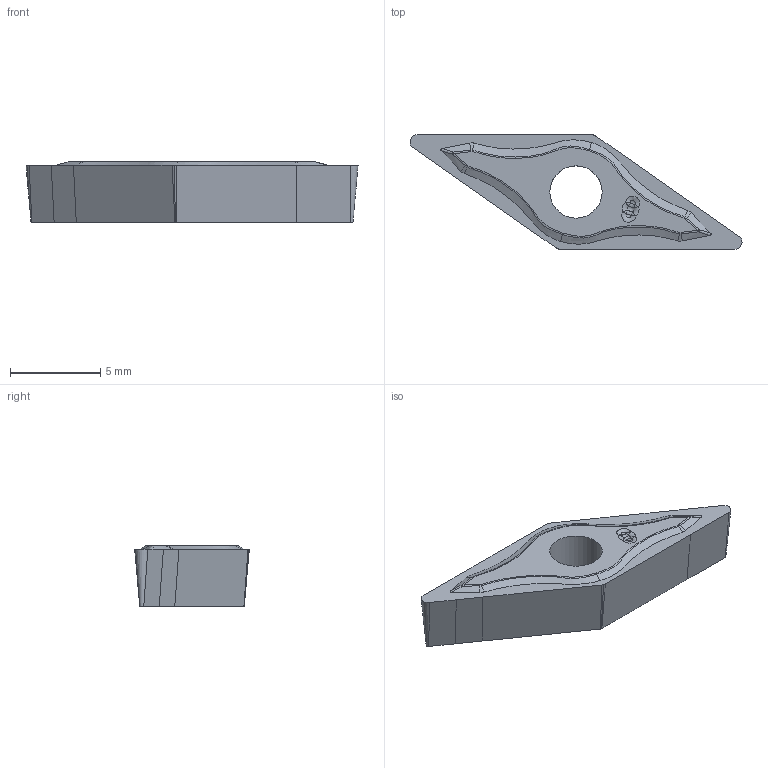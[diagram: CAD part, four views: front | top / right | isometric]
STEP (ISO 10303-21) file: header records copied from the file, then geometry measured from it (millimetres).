
FILE_DESCRIPTION(/* description */ (''),/* implementation_level */ '2;1');
FILE_NAME(/* name */ '115007840ndi000_00_VBMT110304_FM.stp',/* time_stamp */ '2022-01-17T09:30:02+01:00',/* author */ (''),/* organization */ (''),/* preprocessor_version */ 'ST-DEVELOPER v16.7',/* originating_system */ 'SIEMENS PLM Software NX 12.0',/* authorisation */ '');
FILE_SCHEMA (('AUTOMOTIVE_DESIGN { 1 0 10303 214 3 1 1 1 }'));
Length unit declared in the file: millimetre
Products named in the file (1): vt304004FC07uhog
Bounding box: 18.4 x 6.35 x 3.38 mm (x, y, z)
Volume: 189.2 mm3; surface area: 276.2 mm2
Topology: 1 solids, 1 shells, 62 faces, 151 edges, 89 vertices
Faces by surface type: bspline 38, plane 10, sphere 7, torus 4, cone 2, cylinder 1
Full cylindrical faces by diameter (mm): 2.9 x1
Entity records: 5054 total; most frequent: CARTESIAN_POINT 3849, ORIENTED_EDGE 290, DIRECTION 165, EDGE_CURVE 145, VERTEX_POINT 88, B_SPLINE_CURVE_WITH_KNOTS 70, EDGE_LOOP 67, AXIS2_PLACEMENT_3D 65
